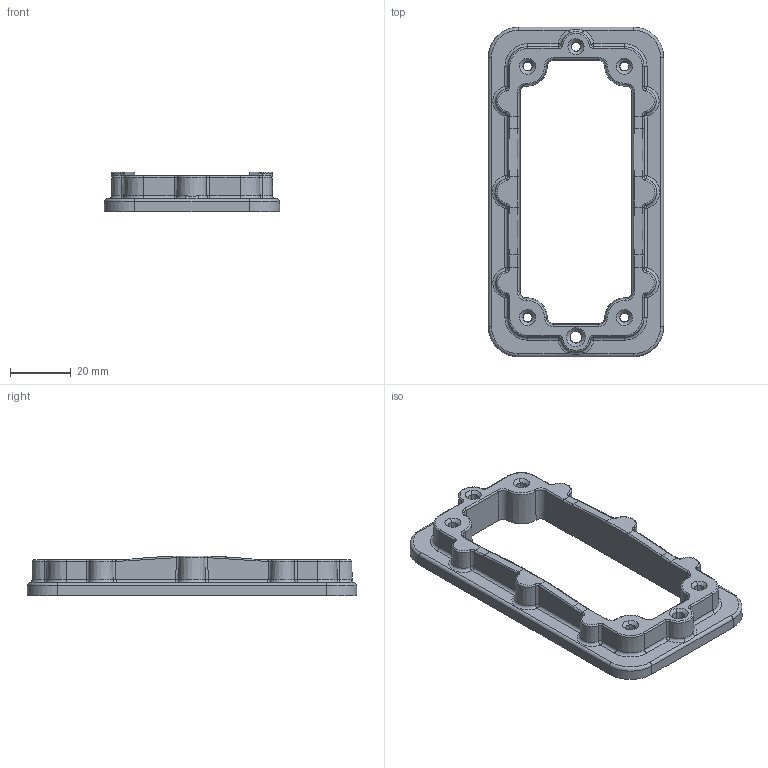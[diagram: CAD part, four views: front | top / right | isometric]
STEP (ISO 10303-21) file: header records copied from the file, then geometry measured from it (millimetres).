
FILE_DESCRIPTION(('CATIA V5 STEP Exchange','CAx-IF Rec.Pracs.--- Model Styling and Organization---1.5--- 2016-08-15','CAx-IF Rec.Pracs.---Supplemental Geometry---1.0---2011-11-01','CAx-IF Rec.Pracs.--- Composite Materials ---1.1---2010-07-15'),'2;1');
FILE_NAME ('12906328_2', '2025-09-03T11:10:23+00:00', ('none'), ('Weidmueller'), 'CATIA Version 5-6 Release 2024 SP4', 'CATIA V5 STEP AP214 v3', 'none');
FILE_SCHEMA(('AUTOMOTIVE_DESIGN { 1 0 10303 214 1 1 1 1 }'));
Length unit declared in the file: millimetre
Products named in the file (1): HDC IP68 10B FRAME
Bounding box: 58 x 109 x 13.14 mm (x, y, z)
Volume: 25042.8 mm3; surface area: 13226.7 mm2
Topology: 1 solids, 1 shells, 247 faces, 582 edges, 320 vertices
Faces by surface type: cone 64, bspline 54, cylinder 44, torus 42, plane 27, sphere 16
Entity records: 9032 total; most frequent: CARTESIAN_POINT 4079, ORIENTED_EDGE 1132, DIRECTION 760, EDGE_CURVE 566, AXIS2_PLACEMENT_3D 421, VERTEX_POINT 320, EDGE_LOOP 260, ADVANCED_FACE 247
